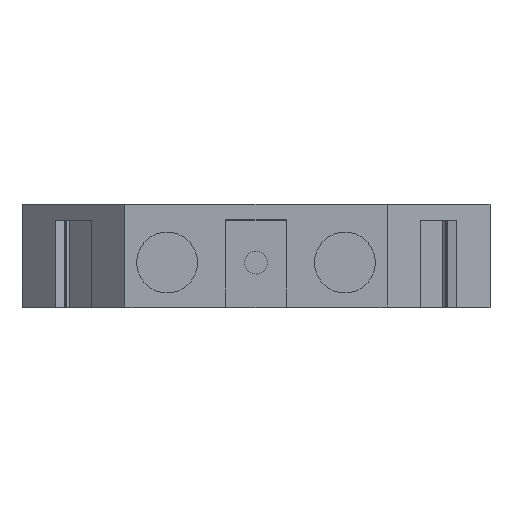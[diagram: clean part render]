
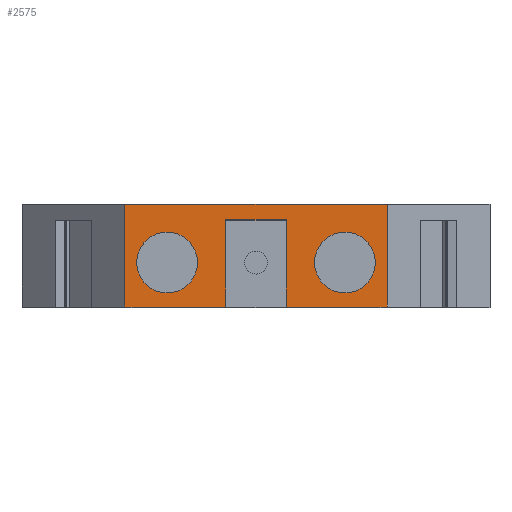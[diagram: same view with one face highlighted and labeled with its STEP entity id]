
A CAD part, top view. The second image highlights one B-rep face of the part: STEP entity #2575.
In plain terms, the highlighted planar face has unit normal (0, 0, 1).
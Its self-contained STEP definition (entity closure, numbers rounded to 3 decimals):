
#76=LINE('',#3359,#285);
#80=LINE('',#3368,#289);
#83=LINE('',#3375,#292);
#95=LINE('',#3420,#304);
#144=LINE('',#3539,#353);
#239=LINE('',#4088,#448);
#240=LINE('',#4090,#449);
#241=LINE('',#4091,#450);
#285=VECTOR('',#2834,1000.);
#289=VECTOR('',#2840,1000.);
#292=VECTOR('',#2845,1000.);
#304=VECTOR('',#2881,1000.);
#353=VECTOR('',#2952,1000.);
#448=VECTOR('',#3207,1000.);
#449=VECTOR('',#3210,1000.);
#450=VECTOR('',#3211,1000.);
#919=ORIENTED_EDGE('',*,*,#1287,.T.);
#920=ORIENTED_EDGE('',*,*,#1082,.T.);
#921=ORIENTED_EDGE('',*,*,#1162,.F.);
#922=ORIENTED_EDGE('',*,*,#1288,.F.);
#923=ORIENTED_EDGE('',*,*,#1075,.T.);
#924=ORIENTED_EDGE('',*,*,#1289,.T.);
#925=ORIENTED_EDGE('',*,*,#1102,.F.);
#926=ORIENTED_EDGE('',*,*,#1079,.T.);
#927=ORIENTED_EDGE('',*,*,#1034,.T.);
#928=ORIENTED_EDGE('',*,*,#1032,.T.);
#1032=EDGE_CURVE('',#1303,#1303,#1485,.T.);
#1034=EDGE_CURVE('',#1305,#1305,#1487,.T.);
#1075=EDGE_CURVE('',#1326,#1342,#76,.T.);
#1079=EDGE_CURVE('',#1344,#1346,#80,.T.);
#1082=EDGE_CURVE('',#1350,#1349,#83,.T.);
#1102=EDGE_CURVE('',#1344,#1363,#95,.T.);
#1162=EDGE_CURVE('',#1421,#1349,#144,.T.);
#1287=EDGE_CURVE('',#1346,#1350,#239,.T.);
#1288=EDGE_CURVE('',#1326,#1421,#240,.T.);
#1289=EDGE_CURVE('',#1342,#1363,#241,.T.);
#1303=VERTEX_POINT('',#3268);
#1305=VERTEX_POINT('',#3274);
#1326=VERTEX_POINT('',#3327);
#1342=VERTEX_POINT('',#3358);
#1344=VERTEX_POINT('',#3363);
#1346=VERTEX_POINT('',#3367);
#1349=VERTEX_POINT('',#3374);
#1350=VERTEX_POINT('',#3376);
#1363=VERTEX_POINT('',#3421);
#1421=VERTEX_POINT('',#3538);
#1485=CIRCLE('',#2605,3.25);
#1487=CIRCLE('',#2609,3.25);
#1609=EDGE_LOOP('',(#919,#920,#921,#922,#923,#924,#925,#926));
#1610=EDGE_LOOP('',(#927));
#1611=EDGE_LOOP('',(#928));
#1716=FACE_BOUND('',#1609,.T.);
#1717=FACE_BOUND('',#1610,.T.);
#1718=FACE_BOUND('',#1611,.T.);
#1793=PLANE('',#2729);
#2575=ADVANCED_FACE('',(#1716,#1717,#1718),#1793,.T.);
#2605=AXIS2_PLACEMENT_3D('',#3267,#2763,#2764);
#2609=AXIS2_PLACEMENT_3D('',#3273,#2771,#2772);
#2729=AXIS2_PLACEMENT_3D('',#4089,#3208,#3209);
#2763=DIRECTION('',(0.,0.,-1.));
#2764=DIRECTION('',(1.,0.,0.));
#2771=DIRECTION('',(0.,0.,-1.));
#2772=DIRECTION('',(1.,0.,0.));
#2834=DIRECTION('',(-1.,0.,0.));
#2840=DIRECTION('',(0.,1.,0.));
#2845=DIRECTION('',(0.,-1.,0.));
#2881=DIRECTION('',(-1.,0.,0.));
#2952=DIRECTION('',(-1.,0.,0.));
#3207=DIRECTION('',(1.,0.,0.));
#3208=DIRECTION('',(0.,0.,1.));
#3209=DIRECTION('',(1.,0.,0.));
#3210=DIRECTION('',(0.,-1.,0.));
#3211=DIRECTION('',(0.,-1.,0.));
#3267=CARTESIAN_POINT('',(9.5,4.75,28.75));
#3268=CARTESIAN_POINT('',(12.75,4.75,28.75));
#3273=CARTESIAN_POINT('',(-9.5,4.75,28.75));
#3274=CARTESIAN_POINT('',(-6.25,4.75,28.75));
#3327=CARTESIAN_POINT('',(14.,11.,28.75));
#3358=CARTESIAN_POINT('',(-14.,11.,28.75));
#3359=CARTESIAN_POINT('',(25.,11.,28.75));
#3363=CARTESIAN_POINT('',(-3.25,0.,28.75));
#3367=CARTESIAN_POINT('',(-3.25,9.3,28.75));
#3368=CARTESIAN_POINT('',(-3.25,10.253,28.75));
#3374=CARTESIAN_POINT('',(3.25,0.,28.75));
#3375=CARTESIAN_POINT('',(3.25,10.253,28.75));
#3376=CARTESIAN_POINT('',(3.25,9.3,28.75));
#3420=CARTESIAN_POINT('',(25.,0.,28.75));
#3421=CARTESIAN_POINT('',(-14.,0.,28.75));
#3538=CARTESIAN_POINT('',(14.,0.,28.75));
#3539=CARTESIAN_POINT('',(25.,0.,28.75));
#4088=CARTESIAN_POINT('',(25.,9.3,28.75));
#4089=CARTESIAN_POINT('',(25.,11.,28.75));
#4090=CARTESIAN_POINT('',(14.,76.989,28.75));
#4091=CARTESIAN_POINT('',(-14.,76.989,28.75));
